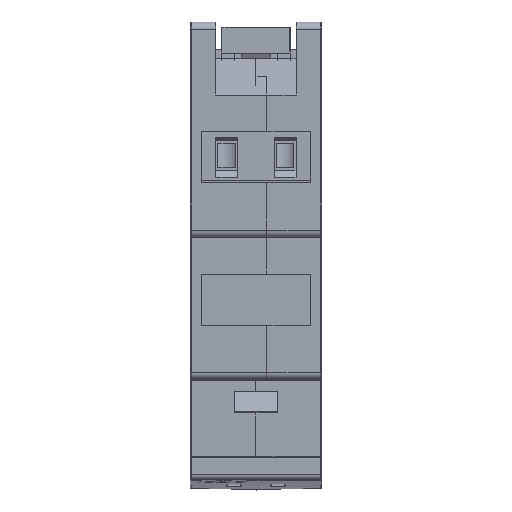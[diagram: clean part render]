
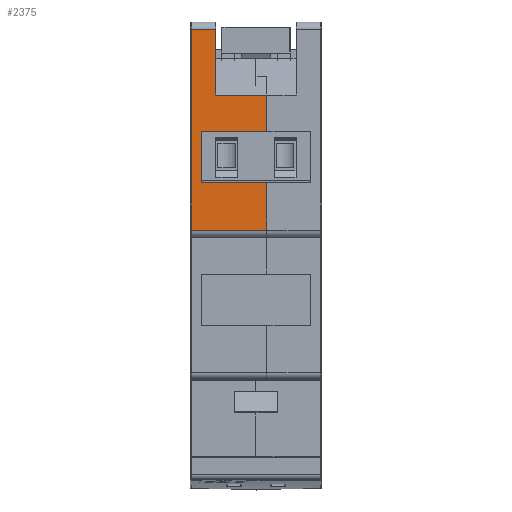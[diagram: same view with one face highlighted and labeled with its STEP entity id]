
A CAD part, top view. The second image highlights one B-rep face of the part: STEP entity #2375.
In plain terms, the highlighted planar face has unit normal (0, 0, 1).
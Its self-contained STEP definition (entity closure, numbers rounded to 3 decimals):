
#2375=ADVANCED_FACE('',(#4373),#4375,.T.);
#4373=FACE_BOUND('',#4374,.T.);
#4374=EDGE_LOOP('',(#9534,#9535,#9536,#9537,#9538,#9539,#9540,#9541,#9542,#9543));
#4375=PLANE('',#4376);
#4376=AXIS2_PLACEMENT_3D('',#4377,#4378,#4379);
#4377=CARTESIAN_POINT('',(0.,28.75,44.75));
#4378=DIRECTION('',(0.,0.,1.));
#4379=DIRECTION('',(0.,-1.,0.));
#9534=ORIENTED_EDGE('',*,*,#12932,.T.);
#9535=ORIENTED_EDGE('',*,*,#12933,.T.);
#9536=ORIENTED_EDGE('',*,*,#12934,.F.);
#9537=ORIENTED_EDGE('',*,*,#12935,.T.);
#9538=ORIENTED_EDGE('',*,*,#12936,.T.);
#9539=ORIENTED_EDGE('',*,*,#12937,.T.);
#9540=ORIENTED_EDGE('',*,*,#12938,.F.);
#9541=ORIENTED_EDGE('',*,*,#12846,.T.);
#9542=ORIENTED_EDGE('',*,*,#12812,.T.);
#9543=ORIENTED_EDGE('',*,*,#12931,.F.);
#12812=EDGE_CURVE('',#14975,#14973,#14976,.T.);
#12846=EDGE_CURVE('',#15040,#14975,#15041,.F.);
#12931=EDGE_CURVE('',#15184,#14973,#15186,.T.);
#12932=EDGE_CURVE('',#15184,#15187,#15188,.T.);
#12933=EDGE_CURVE('',#15187,#15189,#15190,.T.);
#12934=EDGE_CURVE('',#15191,#15189,#15192,.T.);
#12935=EDGE_CURVE('',#15191,#15193,#15194,.F.);
#12936=EDGE_CURVE('',#15193,#15195,#15196,.T.);
#12937=EDGE_CURVE('',#15195,#15197,#15198,.F.);
#12938=EDGE_CURVE('',#15040,#15197,#15199,.T.);
#14973=VERTEX_POINT('',#18910);
#14975=VERTEX_POINT('',#18915);
#14976=LINE('',#18916,#18917);
#15040=VERTEX_POINT('',#19055);
#15041=LINE('',#19056,#19057);
#15184=VERTEX_POINT('',#19367);
#15186=LINE('',#19372,#19373);
#15187=VERTEX_POINT('',#19375);
#15188=LINE('',#19376,#19377);
#15189=VERTEX_POINT('',#19379);
#15190=LINE('',#19380,#19381);
#15191=VERTEX_POINT('',#19383);
#15192=LINE('',#19384,#19385);
#15193=VERTEX_POINT('',#19387);
#15194=LINE('',#19388,#19389);
#15195=VERTEX_POINT('',#19391);
#15196=LINE('',#19392,#19393);
#15197=VERTEX_POINT('',#19395);
#15198=LINE('',#19396,#19397);
#15199=LINE('',#19399,#19400);
#18910=CARTESIAN_POINT('',(3.5,28.75,44.75));
#18915=CARTESIAN_POINT('',(3.5,19.75,44.75));
#18916=CARTESIAN_POINT('',(3.5,19.75,44.75));
#18917=VECTOR('',#18918,1.);
#18918=DIRECTION('',(0.,1.,0.));
#19055=CARTESIAN_POINT('',(10.5,19.75,44.75));
#19056=CARTESIAN_POINT('',(3.5,19.75,44.75));
#19057=VECTOR('',#19058,1.);
#19058=DIRECTION('',(1.,0.,0.));
#19367=CARTESIAN_POINT('',(0.2,28.75,44.75));
#19372=CARTESIAN_POINT('',(0.2,28.75,44.75));
#19373=VECTOR('',#19374,1.);
#19374=DIRECTION('',(1.,0.,0.));
#19375=CARTESIAN_POINT('',(0.2,1.25,44.75));
#19376=CARTESIAN_POINT('',(0.2,28.75,44.75));
#19377=VECTOR('',#19378,1.);
#19378=DIRECTION('',(0.,-1.,0.));
#19379=CARTESIAN_POINT('',(10.5,1.25,44.75));
#19380=CARTESIAN_POINT('',(0.2,1.25,44.75));
#19381=VECTOR('',#19382,1.);
#19382=DIRECTION('',(1.,0.,0.));
#19383=CARTESIAN_POINT('',(10.5,7.75,44.75));
#19384=CARTESIAN_POINT('',(10.5,7.75,44.75));
#19385=VECTOR('',#19386,1.);
#19386=DIRECTION('',(0.,-1.,0.));
#19387=CARTESIAN_POINT('',(1.5,7.75,44.75));
#19388=CARTESIAN_POINT('',(1.5,7.75,44.75));
#19389=VECTOR('',#19390,1.);
#19390=DIRECTION('',(1.,0.,0.));
#19391=CARTESIAN_POINT('',(1.5,14.75,44.75));
#19392=CARTESIAN_POINT('',(1.5,7.75,44.75));
#19393=VECTOR('',#19394,1.);
#19394=DIRECTION('',(0.,1.,0.));
#19395=CARTESIAN_POINT('',(10.5,14.75,44.75));
#19396=CARTESIAN_POINT('',(10.5,14.75,44.75));
#19397=VECTOR('',#19398,1.);
#19398=DIRECTION('',(-1.,0.,0.));
#19399=CARTESIAN_POINT('',(10.5,19.75,44.75));
#19400=VECTOR('',#19401,1.);
#19401=DIRECTION('',(0.,-1.,0.));
